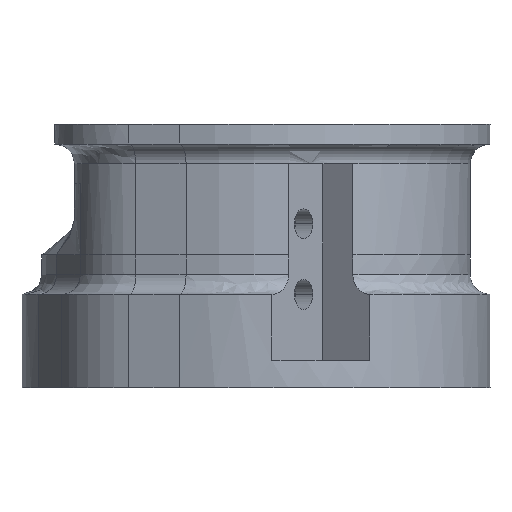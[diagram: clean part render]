
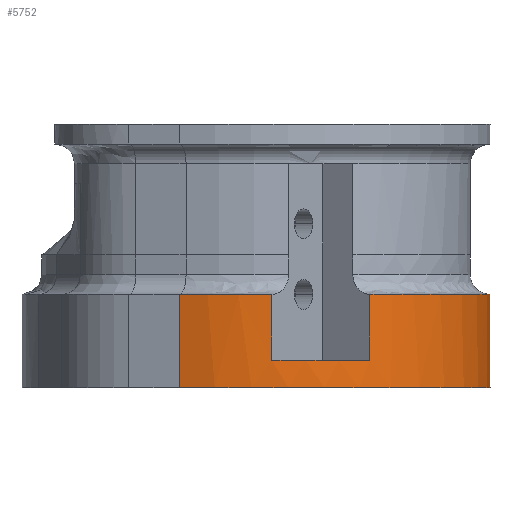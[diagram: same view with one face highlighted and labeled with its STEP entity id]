
A CAD part, front view. The second image highlights one B-rep face of the part: STEP entity #5752.
In plain terms, the highlighted cylindrical face has radius 18.516 mm (diameter 37.032 mm), a partial arc.
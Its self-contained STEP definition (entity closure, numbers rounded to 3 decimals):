
#210 =( BOUNDED_CURVE ( )  B_SPLINE_CURVE ( 3, ( #504, #852, #4084, #6019 ),
 .UNSPECIFIED., .F., .F. ) 
 B_SPLINE_CURVE_WITH_KNOTS ( ( 4, 4 ),
 ( 0., 0.02 ),
 .UNSPECIFIED. ) 
 CURVE ( )  GEOMETRIC_REPRESENTATION_ITEM ( )  RATIONAL_B_SPLINE_CURVE ( ( 1., 0.842, 0.771, 0.788 ) ) 
 REPRESENTATION_ITEM ( '' )  );
#333 = VECTOR ( 'NONE', #4447, 1000. ) ;
#504 = CARTESIAN_POINT ( 'NONE',  ( 20.937, -3.04, -8.906 ) ) ;
#511 = VECTOR ( 'NONE', #1816, 1000. ) ;
#515 = AXIS2_PLACEMENT_3D ( 'NONE', #2447, #2099, #2632 ) ;
#644 = EDGE_CURVE ( 'NONE', #5872, #5412, #2433, .T. ) ;
#782 = LINE ( 'NONE', #2135, #2874 ) ;
#852 = CARTESIAN_POINT ( 'NONE',  ( 20.937, -9.681, -8.906 ) ) ;
#896 = CARTESIAN_POINT ( 'NONE',  ( -1.719, -21.256, -8.906 ) ) ;
#1015 = VERTEX_POINT ( 'NONE', #2895 ) ;
#1192 = ORIENTED_EDGE ( 'NONE', *, *, #1416, .T. ) ;
#1310 = DIRECTION ( 'NONE',  ( 0., 0., 1. ) ) ;
#1416 = EDGE_CURVE ( 'NONE', #1439, #4440, #210, .T. ) ;
#1439 = VERTEX_POINT ( 'NONE', #4561 ) ;
#1521 = DIRECTION ( 'NONE',  ( 1., 0., 0. ) ) ;
#1666 = CARTESIAN_POINT ( 'NONE',  ( 2.42, -3.04, -16.406 ) ) ;
#1816 = DIRECTION ( 'NONE',  ( 0., 0., 1. ) ) ;
#1858 = CARTESIAN_POINT ( 'NONE',  ( 3.403, -21.53, -8.906 ) ) ;
#2099 = DIRECTION ( 'NONE',  ( 0., 0., 1. ) ) ;
#2102 = CARTESIAN_POINT ( 'NONE',  ( 20.937, -3.04, -16.406 ) ) ;
#2135 = CARTESIAN_POINT ( 'NONE',  ( 3.403, -21.53, -16.406 ) ) ;
#2146 = LINE ( 'NONE', #2649, #333 ) ;
#2309 = EDGE_CURVE ( 'NONE', #5412, #1439, #2146, .T. ) ;
#2433 = CIRCLE ( 'NONE', #4007, 18.516 ) ;
#2447 = CARTESIAN_POINT ( 'NONE',  ( 2.42, -3.04, -14.204 ) ) ;
#2553 = ORIENTED_EDGE ( 'NONE', *, *, #5501, .F. ) ;
#2564 = DIRECTION ( 'NONE',  ( 0., 0., 1. ) ) ;
#2591 = ORIENTED_EDGE ( 'NONE', *, *, #2879, .F. ) ;
#2628 = CARTESIAN_POINT ( 'NONE',  ( -4.036, -20.394, -16.406 ) ) ;
#2632 = DIRECTION ( 'NONE',  ( -1., 0., 0. ) ) ;
#2648 = CARTESIAN_POINT ( 'NONE',  ( 3.403, -21.53, -8.906 ) ) ;
#2649 = CARTESIAN_POINT ( 'NONE',  ( 20.937, -3.04, -16.406 ) ) ;
#2689 = VERTEX_POINT ( 'NONE', #5142 ) ;
#2874 = VECTOR ( 'NONE', #2564, 1000. ) ;
#2879 = EDGE_CURVE ( 'NONE', #4978, #2689, #4993, .T. ) ;
#2895 = CARTESIAN_POINT ( 'NONE',  ( -4.036, -20.394, -8.906 ) ) ;
#3004 = CARTESIAN_POINT ( 'NONE',  ( 3.403, -21.53, -14.204 ) ) ;
#3149 = VERTEX_POINT ( 'NONE', #2648 ) ;
#3186 = CARTESIAN_POINT ( 'NONE',  ( 0.794, -21.669, -8.906 ) ) ;
#3196 = CARTESIAN_POINT ( 'NONE',  ( -4.036, -20.394, -16.406 ) ) ;
#3341 = ORIENTED_EDGE ( 'NONE', *, *, #5436, .T. ) ;
#3783 = DIRECTION ( 'NONE',  ( 0., 0., 1. ) ) ;
#3948 = ORIENTED_EDGE ( 'NONE', *, *, #4759, .F. ) ;
#3962 = EDGE_CURVE ( 'NONE', #3149, #1015, #4343, .T. ) ;
#4007 = AXIS2_PLACEMENT_3D ( 'NONE', #1666, #1310, #4090 ) ;
#4046 = CARTESIAN_POINT ( 'NONE',  ( 11.287, -19.295, -16.406 ) ) ;
#4084 = CARTESIAN_POINT ( 'NONE',  ( 17.652, -15.823, -8.906 ) ) ;
#4090 = DIRECTION ( 'NONE',  ( -1., 0., 0. ) ) ;
#4142 = LINE ( 'NONE', #3196, #511 ) ;
#4212 = FACE_OUTER_BOUND ( 'NONE', #4601, .T. ) ;
#4343 =( BOUNDED_CURVE ( )  B_SPLINE_CURVE ( 3, ( #1858, #3186, #896, #4640 ),
 .UNSPECIFIED., .F., .F. ) 
 B_SPLINE_CURVE_WITH_KNOTS ( ( 4, 4 ),
 ( 0.028, 0.036 ),
 .UNSPECIFIED. ) 
 CURVE ( )  GEOMETRIC_REPRESENTATION_ITEM ( )  RATIONAL_B_SPLINE_CURVE ( ( 0.849, 0.884, 0.935, 1. ) ) 
 REPRESENTATION_ITEM ( '' )  );
#4440 = VERTEX_POINT ( 'NONE', #5830 ) ;
#4447 = DIRECTION ( 'NONE',  ( 0., 0., 1. ) ) ;
#4561 = CARTESIAN_POINT ( 'NONE',  ( 20.937, -3.04, -8.906 ) ) ;
#4601 = EDGE_LOOP ( 'NONE', ( #2553, #2591, #3341, #4834, #3948, #5033, #4630, #1192 ) ) ;
#4630 = ORIENTED_EDGE ( 'NONE', *, *, #2309, .T. ) ;
#4640 = CARTESIAN_POINT ( 'NONE',  ( -4.036, -20.394, -8.906 ) ) ;
#4759 = EDGE_CURVE ( 'NONE', #5872, #1015, #4142, .T. ) ;
#4782 = CARTESIAN_POINT ( 'NONE',  ( 2.42, -3.04, -16.406 ) ) ;
#4834 = ORIENTED_EDGE ( 'NONE', *, *, #3962, .T. ) ;
#4848 = LINE ( 'NONE', #4046, #5983 ) ;
#4978 = VERTEX_POINT ( 'NONE', #3004 ) ;
#4993 = CIRCLE ( 'NONE', #515, 18.516 ) ;
#5033 = ORIENTED_EDGE ( 'NONE', *, *, #644, .T. ) ;
#5142 = CARTESIAN_POINT ( 'NONE',  ( 11.287, -19.295, -14.204 ) ) ;
#5412 = VERTEX_POINT ( 'NONE', #2102 ) ;
#5436 = EDGE_CURVE ( 'NONE', #4978, #3149, #782, .T. ) ;
#5500 = AXIS2_PLACEMENT_3D ( 'NONE', #4782, #3783, #1521 ) ;
#5501 = EDGE_CURVE ( 'NONE', #2689, #4440, #4848, .T. ) ;
#5664 = CYLINDRICAL_SURFACE ( 'NONE', #5500, 18.516 ) ;
#5752 = ADVANCED_FACE ( 'NONE', ( #4212 ), #5664, .T. ) ;
#5830 = CARTESIAN_POINT ( 'NONE',  ( 11.287, -19.295, -8.906 ) ) ;
#5872 = VERTEX_POINT ( 'NONE', #2628 ) ;
#5892 = DIRECTION ( 'NONE',  ( 0., 0., 1. ) ) ;
#5983 = VECTOR ( 'NONE', #5892, 1000. ) ;
#6019 = CARTESIAN_POINT ( 'NONE',  ( 11.287, -19.295, -8.906 ) ) ;
